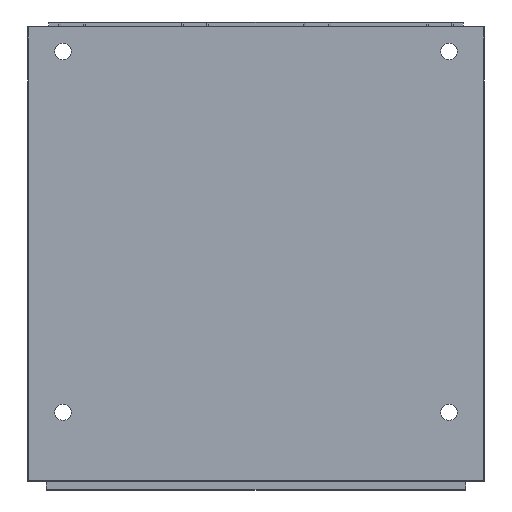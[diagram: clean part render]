
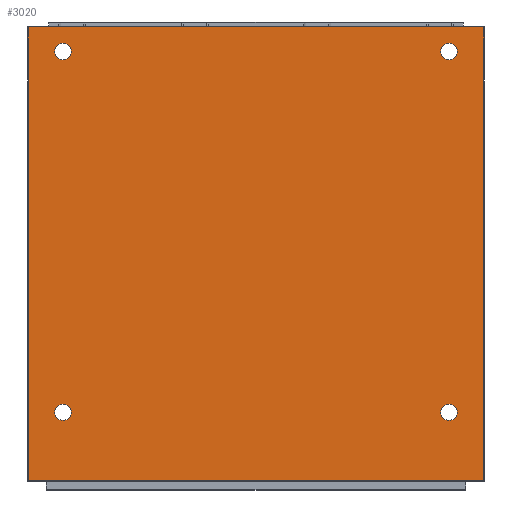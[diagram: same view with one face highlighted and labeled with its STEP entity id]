
A CAD part, front view. The second image highlights one B-rep face of the part: STEP entity #3020.
In plain terms, the highlighted face is planar.
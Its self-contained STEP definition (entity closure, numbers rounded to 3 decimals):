
#379=DIRECTION('',(0.,1.,0.));
#380=VECTOR('',#379,1114.8);
#381=CARTESIAN_POINT('',(-555.85,-557.4,1.2));
#382=LINE('',#381,#380);
#472=DIRECTION('',(1.,0.,0.));
#473=VECTOR('',#472,1110.8);
#474=CARTESIAN_POINT('',(-555.85,557.4,1.2));
#475=LINE('',#474,#473);
#535=CARTESIAN_POINT('',(387.45,-472.4,1.2));
#536=DIRECTION('',(0.,0.,1.));
#537=DIRECTION('',(0.,1.,0.));
#538=AXIS2_PLACEMENT_3D('',#535,#536,#537);
#543=CARTESIAN_POINT('',(387.45,-472.4,1.2));
#544=DIRECTION('',(0.,0.,1.));
#545=DIRECTION('',(0.,-1.,0.));
#546=AXIS2_PLACEMENT_3D('',#543,#544,#545);
#551=CARTESIAN_POINT('',(-496.05,-472.4,1.2));
#552=DIRECTION('',(0.,0.,1.));
#553=DIRECTION('',(0.,1.,0.));
#554=AXIS2_PLACEMENT_3D('',#551,#552,#553);
#559=CARTESIAN_POINT('',(-496.05,-472.4,1.2));
#560=DIRECTION('',(0.,0.,1.));
#561=DIRECTION('',(0.,-1.,0.));
#562=AXIS2_PLACEMENT_3D('',#559,#560,#561);
#567=CARTESIAN_POINT('',(387.45,472.4,1.2));
#568=DIRECTION('',(0.,0.,1.));
#569=DIRECTION('',(0.,1.,0.));
#570=AXIS2_PLACEMENT_3D('',#567,#568,#569);
#575=CARTESIAN_POINT('',(387.45,472.4,1.2));
#576=DIRECTION('',(0.,0.,1.));
#577=DIRECTION('',(0.,-1.,0.));
#578=AXIS2_PLACEMENT_3D('',#575,#576,#577);
#583=CARTESIAN_POINT('',(-496.05,472.4,1.2));
#584=DIRECTION('',(0.,0.,1.));
#585=DIRECTION('',(0.,1.,0.));
#586=AXIS2_PLACEMENT_3D('',#583,#584,#585);
#591=CARTESIAN_POINT('',(-496.05,472.4,1.2));
#592=DIRECTION('',(0.,0.,1.));
#593=DIRECTION('',(0.,-1.,0.));
#594=AXIS2_PLACEMENT_3D('',#591,#592,#593);
#655=DIRECTION('',(0.,-1.,0.));
#656=VECTOR('',#655,1114.8);
#657=CARTESIAN_POINT('',(554.95,557.4,1.2));
#658=LINE('',#657,#656);
#1210=DIRECTION('',(-1.,0.,0.));
#1211=VECTOR('',#1210,1110.8);
#1212=CARTESIAN_POINT('',(554.95,-557.4,1.2));
#1213=LINE('',#1212,#1211);
#2193=CARTESIAN_POINT('',(554.95,557.4,1.2));
#2194=CARTESIAN_POINT('',(554.95,-557.4,1.2));
#2195=VERTEX_POINT('',#2193);
#2196=VERTEX_POINT('',#2194);
#2301=CARTESIAN_POINT('',(-555.85,-557.4,1.2));
#2302=CARTESIAN_POINT('',(-555.85,557.4,1.2));
#2303=VERTEX_POINT('',#2301);
#2304=VERTEX_POINT('',#2302);
#2405=CARTESIAN_POINT('',(387.45,-452.4,1.2));
#2406=CARTESIAN_POINT('',(387.45,-492.4,1.2));
#2407=VERTEX_POINT('',#2405);
#2408=VERTEX_POINT('',#2406);
#2409=CARTESIAN_POINT('',(-496.05,-452.4,1.2));
#2410=CARTESIAN_POINT('',(-496.05,-492.4,1.2));
#2411=VERTEX_POINT('',#2409);
#2412=VERTEX_POINT('',#2410);
#2413=CARTESIAN_POINT('',(387.45,492.4,1.2));
#2414=CARTESIAN_POINT('',(387.45,452.4,1.2));
#2415=VERTEX_POINT('',#2413);
#2416=VERTEX_POINT('',#2414);
#2417=CARTESIAN_POINT('',(-496.05,492.4,1.2));
#2418=CARTESIAN_POINT('',(-496.05,452.4,1.2));
#2419=VERTEX_POINT('',#2417);
#2420=VERTEX_POINT('',#2418);
#2983=CARTESIAN_POINT('',(0.,0.,1.2));
#2984=DIRECTION('',(0.,0.,1.));
#2985=DIRECTION('',(1.,0.,0.));
#2986=AXIS2_PLACEMENT_3D('',#2983,#2984,#2985);
#2987=PLANE('',#2986);
#2988=ORIENTED_EDGE('',*,*,#2758,.T.);
#2989=ORIENTED_EDGE('',*,*,#2910,.T.);
#2991=ORIENTED_EDGE('',*,*,#2990,.T.);
#2993=ORIENTED_EDGE('',*,*,#2992,.T.);
#2994=EDGE_LOOP('',(#2988,#2989,#2991,#2993));
#2995=FACE_OUTER_BOUND('',#2994,.F.);
#2997=ORIENTED_EDGE('',*,*,#2996,.T.);
#2999=ORIENTED_EDGE('',*,*,#2998,.T.);
#3000=EDGE_LOOP('',(#2997,#2999));
#3001=FACE_BOUND('',#3000,.F.);
#3003=ORIENTED_EDGE('',*,*,#3002,.T.);
#3005=ORIENTED_EDGE('',*,*,#3004,.T.);
#3006=EDGE_LOOP('',(#3003,#3005));
#3007=FACE_BOUND('',#3006,.F.);
#3009=ORIENTED_EDGE('',*,*,#3008,.T.);
#3011=ORIENTED_EDGE('',*,*,#3010,.T.);
#3012=EDGE_LOOP('',(#3009,#3011));
#3013=FACE_BOUND('',#3012,.F.);
#3015=ORIENTED_EDGE('',*,*,#3014,.T.);
#3017=ORIENTED_EDGE('',*,*,#3016,.T.);
#3018=EDGE_LOOP('',(#3015,#3017));
#3019=FACE_BOUND('',#3018,.F.);
#539=CIRCLE('',#538,20.);
#547=CIRCLE('',#546,20.);
#555=CIRCLE('',#554,20.);
#563=CIRCLE('',#562,20.);
#571=CIRCLE('',#570,20.);
#579=CIRCLE('',#578,20.);
#587=CIRCLE('',#586,20.);
#595=CIRCLE('',#594,20.);
#2758=EDGE_CURVE('',#2303,#2304,#382,.T.);
#2910=EDGE_CURVE('',#2304,#2195,#475,.T.);
#2990=EDGE_CURVE('',#2195,#2196,#658,.T.);
#2992=EDGE_CURVE('',#2196,#2303,#1213,.T.);
#2996=EDGE_CURVE('',#2411,#2412,#555,.T.);
#2998=EDGE_CURVE('',#2412,#2411,#563,.T.);
#3002=EDGE_CURVE('',#2415,#2416,#571,.T.);
#3004=EDGE_CURVE('',#2416,#2415,#579,.T.);
#3008=EDGE_CURVE('',#2419,#2420,#587,.T.);
#3010=EDGE_CURVE('',#2420,#2419,#595,.T.);
#3014=EDGE_CURVE('',#2407,#2408,#539,.T.);
#3016=EDGE_CURVE('',#2408,#2407,#547,.T.);
#3020=ADVANCED_FACE('',(#2995,#3001,#3007,#3013,#3019),#2987,.T.);
